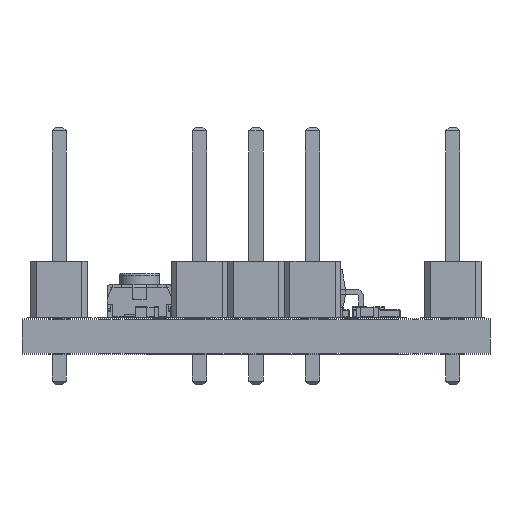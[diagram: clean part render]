
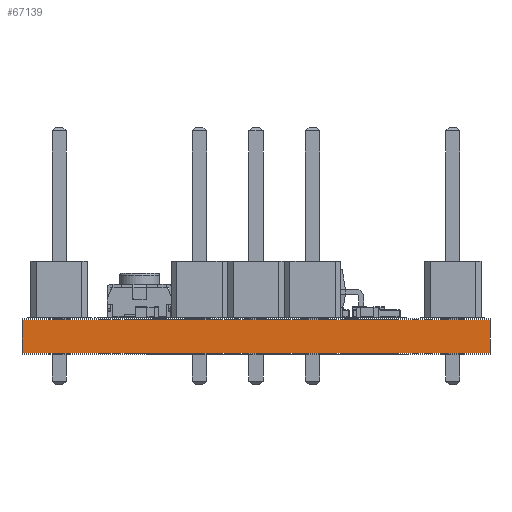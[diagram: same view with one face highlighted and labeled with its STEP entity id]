
A CAD part, front view. The second image highlights one B-rep face of the part: STEP entity #67139.
In plain terms, the highlighted planar face has unit normal (0, -1, 0).
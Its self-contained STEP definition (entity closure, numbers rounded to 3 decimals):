
#67139 = ADVANCED_FACE('',(#67140),#67174,.T.);
#67140 = FACE_BOUND('',#67141,.T.);
#67141 = EDGE_LOOP('',(#67142,#67152,#67160,#67168));
#67142 = ORIENTED_EDGE('',*,*,#67143,.T.);
#67143 = EDGE_CURVE('',#67144,#67146,#67148,.T.);
#67144 = VERTEX_POINT('',#67145);
#67145 = CARTESIAN_POINT('',(151.1,-129.88,0.));
#67146 = VERTEX_POINT('',#67147);
#67147 = CARTESIAN_POINT('',(151.1,-129.88,1.51));
#67148 = LINE('',#67149,#67150);
#67149 = CARTESIAN_POINT('',(151.1,-129.88,0.));
#67150 = VECTOR('',#67151,1.);
#67151 = DIRECTION('',(0.,0.,1.));
#67152 = ORIENTED_EDGE('',*,*,#67153,.T.);
#67153 = EDGE_CURVE('',#67146,#67154,#67156,.T.);
#67154 = VERTEX_POINT('',#67155);
#67155 = CARTESIAN_POINT('',(130.1,-129.88,1.51));
#67156 = LINE('',#67157,#67158);
#67157 = CARTESIAN_POINT('',(151.1,-129.88,1.51));
#67158 = VECTOR('',#67159,1.);
#67159 = DIRECTION('',(-1.,0.,0.));
#67160 = ORIENTED_EDGE('',*,*,#67161,.F.);
#67161 = EDGE_CURVE('',#67162,#67154,#67164,.T.);
#67162 = VERTEX_POINT('',#67163);
#67163 = CARTESIAN_POINT('',(130.1,-129.88,0.));
#67164 = LINE('',#67165,#67166);
#67165 = CARTESIAN_POINT('',(130.1,-129.88,0.));
#67166 = VECTOR('',#67167,1.);
#67167 = DIRECTION('',(0.,0.,1.));
#67168 = ORIENTED_EDGE('',*,*,#67169,.F.);
#67169 = EDGE_CURVE('',#67144,#67162,#67170,.T.);
#67170 = LINE('',#67171,#67172);
#67171 = CARTESIAN_POINT('',(151.1,-129.88,0.));
#67172 = VECTOR('',#67173,1.);
#67173 = DIRECTION('',(-1.,0.,0.));
#67174 = PLANE('',#67175);
#67175 = AXIS2_PLACEMENT_3D('',#67176,#67177,#67178);
#67176 = CARTESIAN_POINT('',(151.1,-129.88,0.));
#67177 = DIRECTION('',(0.,-1.,0.));
#67178 = DIRECTION('',(-1.,0.,0.));
